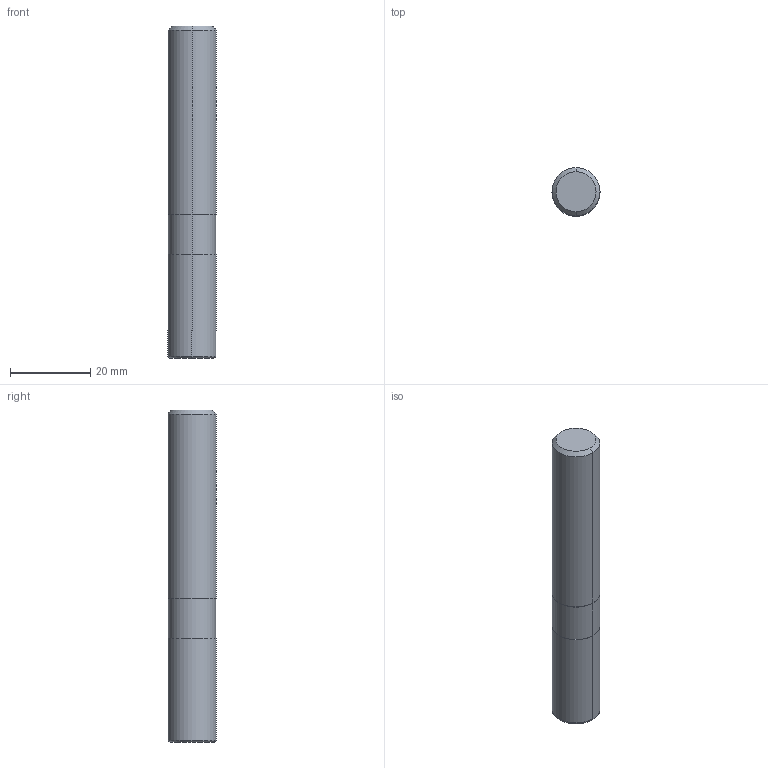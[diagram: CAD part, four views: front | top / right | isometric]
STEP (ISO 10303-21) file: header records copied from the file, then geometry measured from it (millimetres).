
FILE_DESCRIPTION((''),'2;1');
FILE_NAME('607576735-000-00-E43','2021-06-29T15:05:05',('OezerA'),(''),'CREO PARAMETRIC BY PTC INC, 2019030','CREO PARAMETRIC BY PTC INC, 2019030','');
FILE_SCHEMA(('AP242_MANAGED_MODEL_BASED_3D_ENGINEERING_MIM_LF { 1 0 10303 442 1 1 4 }'));
Length unit declared in the file: millimetre
Products named in the file (1): 607576735-000-00-E43
Bounding box: 12 x 12 x 83 mm (x, y, z)
Volume: 9329.9 mm3; surface area: 3324.8 mm2
Topology: 1 solids, 1 shells, 14 faces, 431 edges, 778 vertices
Faces by surface type: cylinder 6, plane 4, torus 2, cone 2
Entity records: 3140 total; most frequent: CARTESIAN_POINT 1377, DIRECTION 274, B_SPLINE_CURVE_WITH_KNOTS 259, TRIMMED_CURVE 146, VECTOR 106, LINE 106, PRESENTATION_STYLE_ASSIGNMENT 86, AXIS2_PLACEMENT_3D 84
